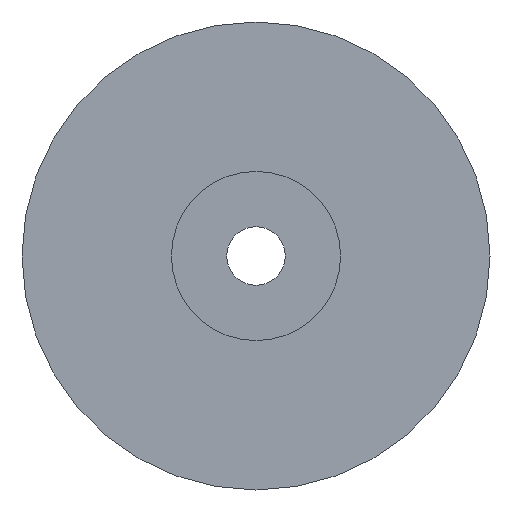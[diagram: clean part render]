
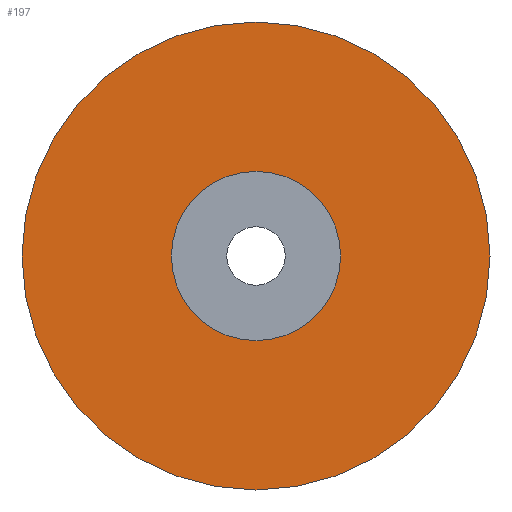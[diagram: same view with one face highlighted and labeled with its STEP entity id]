
A CAD part, left-side view. The second image highlights one B-rep face of the part: STEP entity #197.
In plain terms, the highlighted planar face has unit normal (-1, 0, 0).
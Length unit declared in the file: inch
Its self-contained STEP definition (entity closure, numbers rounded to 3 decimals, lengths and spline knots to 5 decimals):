
#34 = DIRECTION ( 'NONE',  ( 0., 0., 1. ) ) ;
#40 = DIRECTION ( 'NONE',  ( -1., 0., 0. ) ) ;
#45 = VERTEX_POINT ( 'NONE', #112 ) ;
#53 = DIRECTION ( 'NONE',  ( 1., 0., 0. ) ) ;
#57 = CARTESIAN_POINT ( 'NONE',  ( 0.25, 0., -0.13562 ) ) ;
#100 = CARTESIAN_POINT ( 'NONE',  ( 0.25, 0.13562, 0. ) ) ;
#112 = CARTESIAN_POINT ( 'NONE',  ( 0.25, 0., 0.13562 ) ) ;
#117 = ORIENTED_EDGE ( 'NONE', *, *, #147, .T. ) ;
#147 = EDGE_CURVE ( 'NONE', #413, #529, #568, .T. ) ;
#148 = CARTESIAN_POINT ( 'NONE',  ( 0.25, 0., -0.375 ) ) ;
#155 = CARTESIAN_POINT ( 'NONE',  ( 0.25, 0., 0. ) ) ;
#159 = FACE_BOUND ( 'NONE', #642, .T. ) ;
#187 = ORIENTED_EDGE ( 'NONE', *, *, #198, .F. ) ;
#197 = ADVANCED_FACE ( 'NONE', ( #159, #349 ), #546, .F. ) ;
#198 = EDGE_CURVE ( 'NONE', #280, #45, #303, .T. ) ;
#211 = CARTESIAN_POINT ( 'NONE',  ( 0.25, 0., 0. ) ) ;
#251 = AXIS2_PLACEMENT_3D ( 'NONE', #431, #40, #34 ) ;
#280 = VERTEX_POINT ( 'NONE', #57 ) ;
#301 = DIRECTION ( 'NONE',  ( 0., 0., -1. ) ) ;
#303 = CIRCLE ( 'NONE', #466, 0.13562 ) ;
#327 = DIRECTION ( 'NONE',  ( 0., 0., 1. ) ) ;
#337 = ORIENTED_EDGE ( 'NONE', *, *, #461, .T. ) ;
#349 = FACE_OUTER_BOUND ( 'NONE', #372, .T. ) ;
#358 = DIRECTION ( 'NONE',  ( -1., 0., 0. ) ) ;
#364 = AXIS2_PLACEMENT_3D ( 'NONE', #211, #358, #605 ) ;
#372 = EDGE_LOOP ( 'NONE', ( #117, #337 ) ) ;
#413 = VERTEX_POINT ( 'NONE', #420 ) ;
#420 = CARTESIAN_POINT ( 'NONE',  ( 0.25, 0., 0.375 ) ) ;
#430 = ORIENTED_EDGE ( 'NONE', *, *, #579, .F. ) ;
#431 = CARTESIAN_POINT ( 'NONE',  ( 0.25, 0., 0. ) ) ;
#461 = EDGE_CURVE ( 'NONE', #529, #413, #637, .T. ) ;
#465 = CARTESIAN_POINT ( 'NONE',  ( 0.25, 0., 0. ) ) ;
#466 = AXIS2_PLACEMENT_3D ( 'NONE', #155, #640, #503 ) ;
#469 = DIRECTION ( 'NONE',  ( -1., 0., 0. ) ) ;
#503 = DIRECTION ( 'NONE',  ( 0., 0., 1. ) ) ;
#529 = VERTEX_POINT ( 'NONE', #148 ) ;
#546 = PLANE ( 'NONE',  #559 ) ;
#559 = AXIS2_PLACEMENT_3D ( 'NONE', #100, #53, #301 ) ;
#568 = CIRCLE ( 'NONE', #251, 0.375 ) ;
#570 = AXIS2_PLACEMENT_3D ( 'NONE', #465, #469, #327 ) ;
#579 = EDGE_CURVE ( 'NONE', #45, #280, #592, .T. ) ;
#592 = CIRCLE ( 'NONE', #364, 0.13562 ) ;
#605 = DIRECTION ( 'NONE',  ( 0., 0., 1. ) ) ;
#637 = CIRCLE ( 'NONE', #570, 0.375 ) ;
#640 = DIRECTION ( 'NONE',  ( -1., 0., 0. ) ) ;
#642 = EDGE_LOOP ( 'NONE', ( #430, #187 ) ) ;
